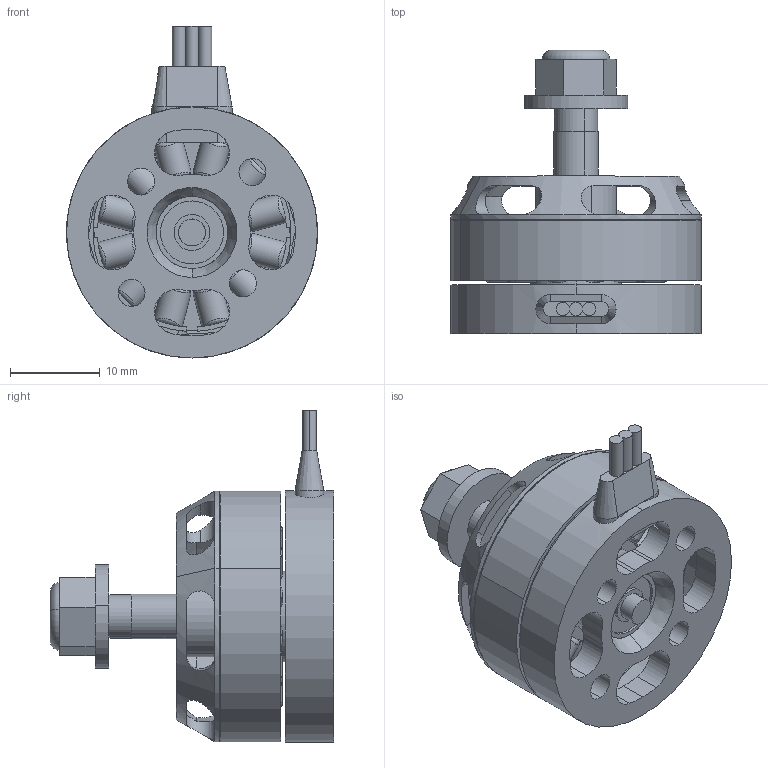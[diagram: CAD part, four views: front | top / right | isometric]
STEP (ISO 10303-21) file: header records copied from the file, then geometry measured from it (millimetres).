
FILE_DESCRIPTION (( 'STEP AP214' ), '1' );
FILE_NAME ('racerstarBR2205Simplified.STEP', '2020-01-19T20:57:37', ( '' ), ( '' ), 'SwSTEP 2.0', 'SolidWorks 2018', '' );
FILE_SCHEMA (( 'AUTOMOTIVE_DESIGN' ));
Length unit declared in the file: millimetre
Products named in the file (5): racerstarBR2205Cap_Simplified; racerstarBR2205Bearing_Simplified; racerstarBR2205Stator_Simplified; racerstarBR2205Rotor_Simplified; racerstarBR2205Simplified
Assembly tree (5 placements, depth 2):
  racerstarBR2205Simplified
    racerstarBR2205Stator_Simplified
    racerstarBR2205Bearing_Simplified  x2
    racerstarBR2205Rotor_Simplified
    racerstarBR2205Cap_Simplified
Bounding box: 27.9 x 31.5 x 36.9 mm (x, y, z)
Volume: 6305.3 mm3; surface area: 8305.1 mm2
Topology: 5 solids, 5 shells, 549 faces, 1467 edges, 903 vertices
Faces by surface type: cylinder 284, plane 204, bspline 48, cone 9, torus 4
Entity records: 29203 total; most frequent: CARTESIAN_POINT 11956, ORIENTED_EDGE 2766, DIRECTION 2572, EDGE_CURVE 1383, AXIS2_PLACEMENT_3D 1007, VERTEX_POINT 879, EDGE_LOOP 584, VECTOR 558
